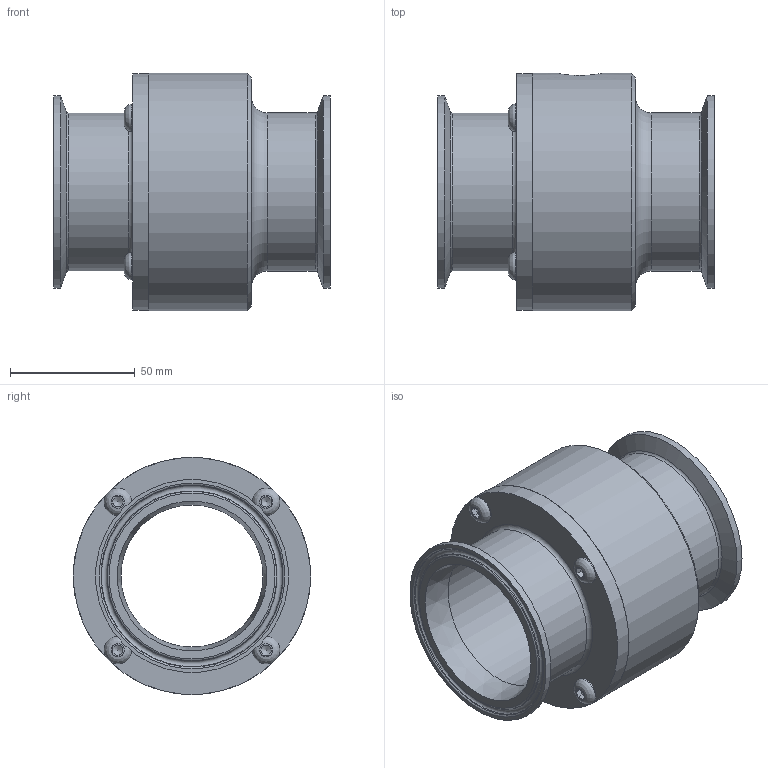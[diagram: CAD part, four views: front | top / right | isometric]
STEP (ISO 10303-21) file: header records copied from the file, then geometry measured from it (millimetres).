
FILE_DESCRIPTION(/* description */ ('','CAx-IF Rec.Pracs.---Representation and Presentation of Product Manufacturing Information (PMI)---3.8---2014-02-18'),/* implementation_level */ '2;1');
FILE_NAME(/* name */ '161250-316.stp',/* time_stamp */ '2017-03-01T12:26:05-05:00',/* author */ ('Dave Woerner'),/* organization */ (''),/* preprocessor_version */ 'ST-DEVELOPER v16.5',/* originating_system */ 'Autodesk Inventor 2017',/* authorisation */ '');
FILE_SCHEMA (('AP242_MANAGED_MODEL_BASED_3D_ENGINEERING_MIM_LF { 1 0 10303 442 1 1 4 }'));
Length unit declared in the file: inch
Products named in the file (5): 161250-316; 901779-316; 901780-316; 901707; ANSI B18.3 - 1/4 - 20 x 3/4
Assembly tree (7 placements, depth 2):
  161250-316
    901779-316
    901780-316
    901707
    ANSI B18.3 - 1/4 - 20 x 3/4  x4
Bounding box: 111.18 x 95.25 x 95.25 mm (x, y, z)
Volume: 226416.5 mm3; surface area: 95251.6 mm2
Topology: 7 solids, 7 shells, 152 faces, 368 edges, 233 vertices
Faces by surface type: plane 60, cylinder 42, cone 29, torus 16, bspline 5
Full cylindrical faces by diameter (mm): 1.916 x8, 5.159 x4, 6.35 x4, 7.144 x4, 11.1 x4, 14.684 x1, 57.15 x2, 60.198 x1, 63.5 x4, 66.675 x2, 73.457 x2, 73.508 x1, 73.66 x1, 77.47 x2, 95.25 x2
Entity records: 3571 total; most frequent: CARTESIAN_POINT 1287, DIRECTION 467, ORIENTED_EDGE 330, AXIS2_PLACEMENT_3D 227, EDGE_LOOP 214, EDGE_CURVE 165, VERTEX_POINT 141, FACE_BOUND 107
